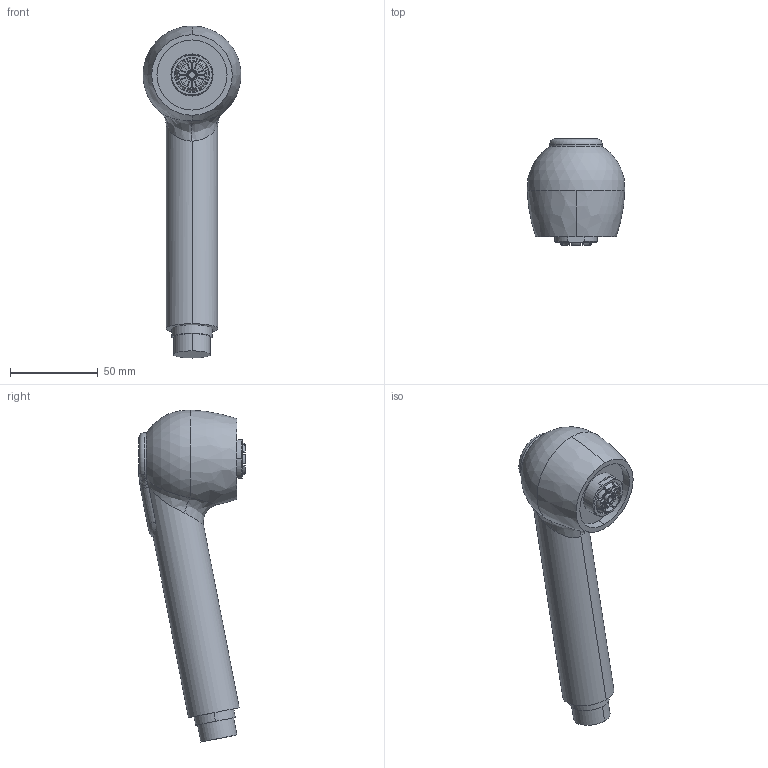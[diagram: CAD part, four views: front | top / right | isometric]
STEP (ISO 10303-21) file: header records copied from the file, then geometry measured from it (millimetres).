
FILE_DESCRIPTION((''),'2;1');
FILE_NAME('ZDOC002CR','2021-05-05T08:38:11',('ut3'),('PAFFONI SpA'),'CREO PARAMETRIC BY PTC INC, 2020044','CREO PARAMETRIC BY PTC INC, 2020044','');
FILE_SCHEMA(('CONFIG_CONTROL_DESIGN','SHAPE_APPEARANCE_LAYERS_GROUPS'));
Length unit declared in the file: millimetre
Products named in the file (1): ZDOC002CR
Bounding box: 55.77 x 60.7 x 189.55 mm (x, y, z)
Volume: 193854 mm3; surface area: 29545.5 mm2
Topology: 1 solids, 1 shells, 184 faces, 531 edges, 349 vertices
Faces by surface type: plane 86, cylinder 68, bspline 18, torus 9, cone 2, sphere 1
Entity records: 8690 total; most frequent: CARTESIAN_POINT 2286, ORIENTED_EDGE 1062, DIRECTION 1018, EDGE_CURVE 531, AXIS2_PLACEMENT_3D 379, VERTEX_POINT 349, VECTOR 260, LINE 260
